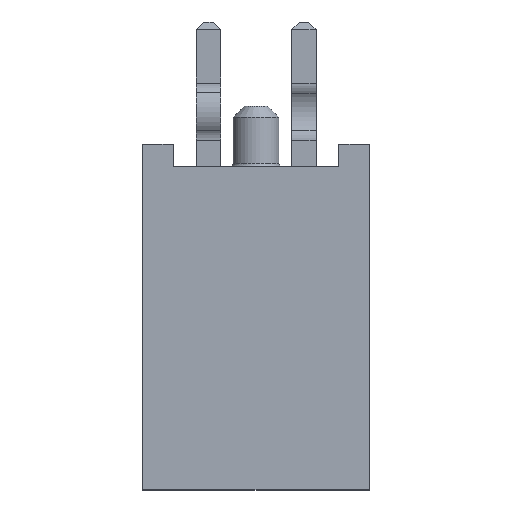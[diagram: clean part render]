
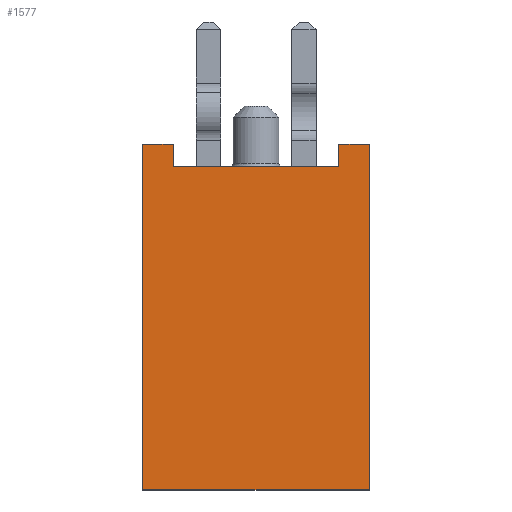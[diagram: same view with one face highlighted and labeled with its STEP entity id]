
A CAD part, top view. The second image highlights one B-rep face of the part: STEP entity #1577.
In plain terms, the highlighted planar face has unit normal (0, 0, 1).
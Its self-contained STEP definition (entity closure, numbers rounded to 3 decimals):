
#57=LINE('',#2223,#258);
#108=LINE('',#2330,#309);
#136=LINE('',#2388,#337);
#146=LINE('',#2407,#347);
#149=LINE('',#2411,#350);
#152=LINE('',#2417,#353);
#153=LINE('',#2419,#354);
#154=LINE('',#2420,#355);
#258=VECTOR('',#1799,1000.);
#309=VECTOR('',#1856,1000.);
#337=VECTOR('',#1902,1000.);
#347=VECTOR('',#1918,1000.);
#350=VECTOR('',#1923,1000.);
#353=VECTOR('',#1928,1000.);
#354=VECTOR('',#1929,1000.);
#355=VECTOR('',#1930,1000.);
#591=ORIENTED_EDGE('',*,*,#961,.F.);
#592=ORIENTED_EDGE('',*,*,#1005,.T.);
#593=ORIENTED_EDGE('',*,*,#1006,.F.);
#594=ORIENTED_EDGE('',*,*,#1002,.T.);
#595=ORIENTED_EDGE('',*,*,#908,.T.);
#596=ORIENTED_EDGE('',*,*,#999,.F.);
#597=ORIENTED_EDGE('',*,*,#989,.F.);
#598=ORIENTED_EDGE('',*,*,#1007,.F.);
#908=EDGE_CURVE('',#1133,#1131,#57,.T.);
#961=EDGE_CURVE('',#1181,#1182,#108,.T.);
#989=EDGE_CURVE('',#1201,#1203,#136,.T.);
#999=EDGE_CURVE('',#1203,#1131,#146,.T.);
#1002=EDGE_CURVE('',#1209,#1133,#149,.T.);
#1005=EDGE_CURVE('',#1181,#1211,#152,.T.);
#1006=EDGE_CURVE('',#1209,#1211,#153,.T.);
#1007=EDGE_CURVE('',#1182,#1201,#154,.T.);
#1131=VERTEX_POINT('',#2221);
#1133=VERTEX_POINT('',#2224);
#1181=VERTEX_POINT('',#2329);
#1182=VERTEX_POINT('',#2331);
#1201=VERTEX_POINT('',#2386);
#1203=VERTEX_POINT('',#2389);
#1209=VERTEX_POINT('',#2412);
#1211=VERTEX_POINT('',#2418);
#1315=EDGE_LOOP('',(#591,#592,#593,#594,#595,#596,#597,#598));
#1412=FACE_BOUND('',#1315,.T.);
#1500=PLANE('',#1693);
#1577=ADVANCED_FACE('',(#1412),#1500,.F.);
#1693=AXIS2_PLACEMENT_3D('',#2416,#1926,#1927);
#1799=DIRECTION('',(1.,0.,0.));
#1856=DIRECTION('',(1.,0.,0.));
#1902=DIRECTION('',(1.,0.,0.));
#1918=DIRECTION('',(0.,-1.,0.));
#1923=DIRECTION('',(0.,-1.,0.));
#1926=DIRECTION('',(0.,0.,-1.));
#1927=DIRECTION('',(-1.,0.,0.));
#1928=DIRECTION('',(0.,1.,0.));
#1929=DIRECTION('',(1.,0.,0.));
#1930=DIRECTION('',(0.,1.,0.));
#2221=CARTESIAN_POINT('',(2.97,0.,1.74));
#2223=CARTESIAN_POINT('',(-2.97,0.,1.74));
#2224=CARTESIAN_POINT('',(-2.97,0.,1.74));
#2329=CARTESIAN_POINT('',(-2.17,8.46,1.74));
#2330=CARTESIAN_POINT('',(-2.17,8.46,1.74));
#2331=CARTESIAN_POINT('',(2.17,8.46,1.74));
#2386=CARTESIAN_POINT('',(2.17,9.06,1.74));
#2388=CARTESIAN_POINT('',(-2.97,9.06,1.74));
#2389=CARTESIAN_POINT('',(2.97,9.06,1.74));
#2407=CARTESIAN_POINT('',(2.97,9.06,1.74));
#2411=CARTESIAN_POINT('',(-2.97,9.06,1.74));
#2412=CARTESIAN_POINT('',(-2.97,9.06,1.74));
#2416=CARTESIAN_POINT('',(-2.97,9.06,1.74));
#2417=CARTESIAN_POINT('',(-2.17,8.46,1.74));
#2418=CARTESIAN_POINT('',(-2.17,9.06,1.74));
#2419=CARTESIAN_POINT('',(-2.97,9.06,1.74));
#2420=CARTESIAN_POINT('',(2.17,8.46,1.74));
